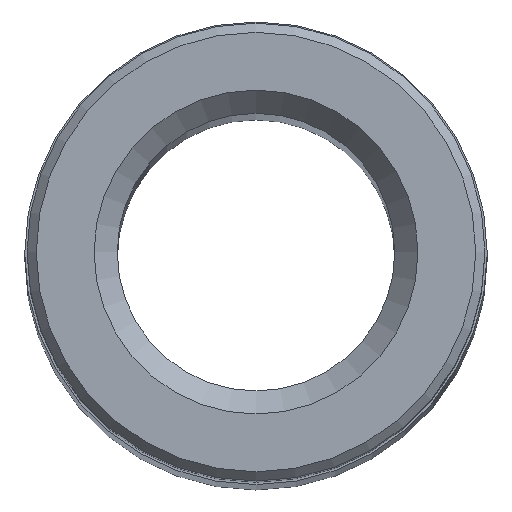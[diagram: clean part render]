
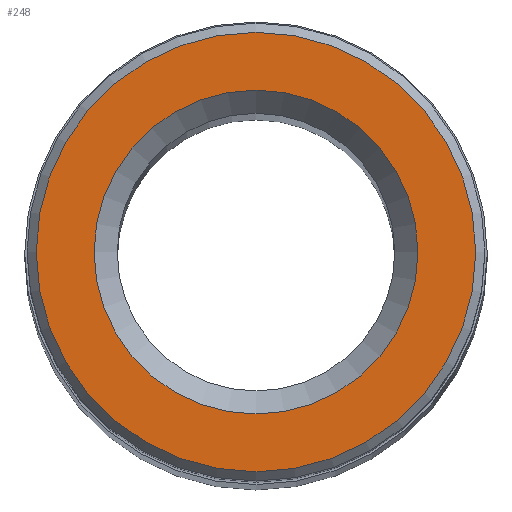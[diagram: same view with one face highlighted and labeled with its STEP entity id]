
A CAD part, top view. The second image highlights one B-rep face of the part: STEP entity #248.
In plain terms, the highlighted planar face has unit normal (0, 0, 1).
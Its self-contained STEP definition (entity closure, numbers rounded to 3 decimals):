
#4 = EDGE_LOOP ( 'NONE', ( #27 ) ) ;
#10 = VERTEX_POINT ( 'NONE', #240 ) ;
#25 = AXIS2_PLACEMENT_3D ( 'NONE', #194, #217, #54 ) ;
#27 = ORIENTED_EDGE ( 'NONE', *, *, #53, .T. ) ;
#53 = EDGE_CURVE ( 'NONE', #10, #10, #250, .T. ) ;
#54 = DIRECTION ( 'NONE',  ( 1., 0., 0. ) ) ;
#60 = PLANE ( 'NONE',  #83 ) ;
#73 = CARTESIAN_POINT ( 'NONE',  ( 0., 0., 0. ) ) ;
#82 = CARTESIAN_POINT ( 'NONE',  ( 7., 0., 0. ) ) ;
#83 = AXIS2_PLACEMENT_3D ( 'NONE', #73, #127, #198 ) ;
#96 = FACE_OUTER_BOUND ( 'NONE', #4, .T. ) ;
#102 = ORIENTED_EDGE ( 'NONE', *, *, #242, .T. ) ;
#117 = CIRCLE ( 'NONE', #25, 7. ) ;
#123 = AXIS2_PLACEMENT_3D ( 'NONE', #289, #133, #294 ) ;
#127 = DIRECTION ( 'NONE',  ( 0., 0., 1. ) ) ;
#129 = VERTEX_POINT ( 'NONE', #82 ) ;
#133 = DIRECTION ( 'NONE',  ( 0., 0., 1. ) ) ;
#146 = FACE_BOUND ( 'NONE', #287, .T. ) ;
#194 = CARTESIAN_POINT ( 'NONE',  ( 0., 0., 0. ) ) ;
#198 = DIRECTION ( 'NONE',  ( 1., 0., 0. ) ) ;
#217 = DIRECTION ( 'NONE',  ( 0., 0., -1. ) ) ;
#240 = CARTESIAN_POINT ( 'NONE',  ( 9.5, 0., 0. ) ) ;
#242 = EDGE_CURVE ( 'NONE', #129, #129, #117, .T. ) ;
#248 = ADVANCED_FACE ( 'NONE', ( #96, #146 ), #60, .T. ) ;
#250 = CIRCLE ( 'NONE', #123, 9.5 ) ;
#287 = EDGE_LOOP ( 'NONE', ( #102 ) ) ;
#289 = CARTESIAN_POINT ( 'NONE',  ( 0., 0., 0. ) ) ;
#294 = DIRECTION ( 'NONE',  ( 1., 0., 0. ) ) ;
